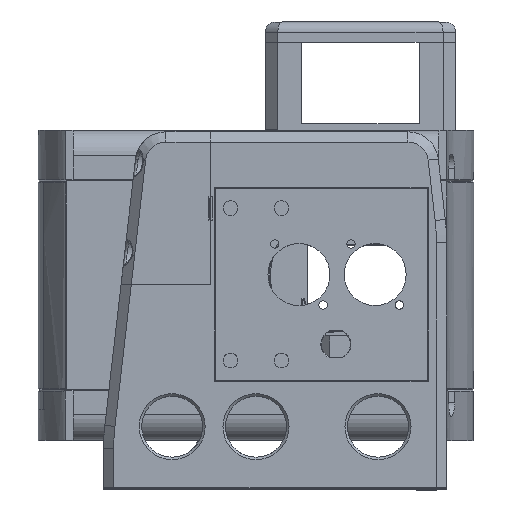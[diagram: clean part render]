
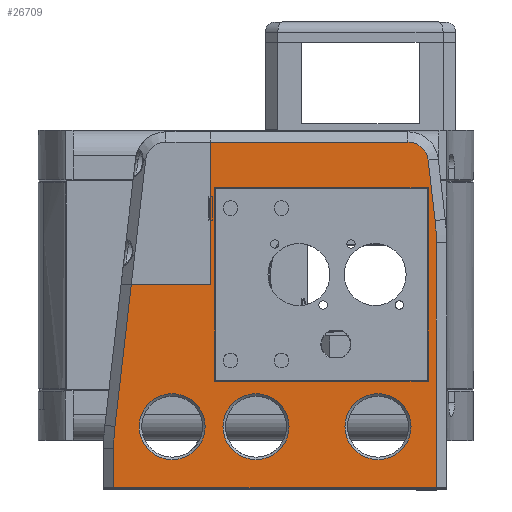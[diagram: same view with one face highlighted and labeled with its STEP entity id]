
A CAD part, top view. The second image highlights one B-rep face of the part: STEP entity #26709.
In plain terms, the highlighted planar face has unit normal (0, 0, 1).
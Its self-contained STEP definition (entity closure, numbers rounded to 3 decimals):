
#924=FACE_BOUND('',#3901,.T.);
#925=FACE_BOUND('',#3902,.T.);
#926=FACE_BOUND('',#3903,.T.);
#927=FACE_BOUND('',#3904,.T.);
#1354=CIRCLE('',#28515,13.);
#1355=CIRCLE('',#28517,76.);
#1356=CIRCLE('',#28518,76.);
#1357=CIRCLE('',#28519,8.);
#1358=CIRCLE('',#28520,13.);
#1359=CIRCLE('',#28521,13.);
#2211=FACE_OUTER_BOUND('',#3900,.T.);
#3900=EDGE_LOOP('',(#19926,#19927,#19928,#19929,#19930,#19931,#19932,#19933,
#19934,#19935,#19936));
#3901=EDGE_LOOP('',(#19937));
#3902=EDGE_LOOP('',(#19938,#19939,#19940,#19941));
#3903=EDGE_LOOP('',(#19942));
#3904=EDGE_LOOP('',(#19943));
#5901=LINE('',#40595,#8874);
#6070=LINE('',#40965,#9043);
#6082=LINE('',#41031,#9055);
#6083=LINE('',#41033,#9056);
#6084=LINE('',#41036,#9057);
#6085=LINE('',#41038,#9058);
#6086=LINE('',#41042,#9059);
#6087=LINE('',#41045,#9060);
#6088=LINE('',#41050,#9061);
#6089=LINE('',#41052,#9062);
#6090=LINE('',#41054,#9063);
#6091=LINE('',#41055,#9064);
#8874=VECTOR('',#32015,10.);
#9043=VECTOR('',#32310,10.);
#9055=VECTOR('',#32386,10.);
#9056=VECTOR('',#32387,10.);
#9057=VECTOR('',#32390,10.);
#9058=VECTOR('',#32391,10.);
#9059=VECTOR('',#32394,10.);
#9060=VECTOR('',#32397,10.);
#9061=VECTOR('',#32400,10.);
#9062=VECTOR('',#32401,10.);
#9063=VECTOR('',#32402,10.);
#9064=VECTOR('',#32403,10.);
#11757=VERTEX_POINT('',#40592);
#11758=VERTEX_POINT('',#40594);
#11895=VERTEX_POINT('',#40962);
#11896=VERTEX_POINT('',#40964);
#11917=VERTEX_POINT('',#41026);
#11918=VERTEX_POINT('',#41030);
#11919=VERTEX_POINT('',#41032);
#11920=VERTEX_POINT('',#41034);
#11921=VERTEX_POINT('',#41037);
#11922=VERTEX_POINT('',#41039);
#11923=VERTEX_POINT('',#41041);
#11924=VERTEX_POINT('',#41043);
#11925=VERTEX_POINT('',#41046);
#11926=VERTEX_POINT('',#41048);
#11927=VERTEX_POINT('',#41049);
#11928=VERTEX_POINT('',#41051);
#11929=VERTEX_POINT('',#41053);
#11930=VERTEX_POINT('',#41056);
#14604=EDGE_CURVE('',#11758,#11757,#5901,.T.);
#14790=EDGE_CURVE('',#11896,#11895,#6070,.T.);
#14819=EDGE_CURVE('',#11917,#11917,#1354,.T.);
#14821=EDGE_CURVE('',#11757,#11918,#6082,.T.);
#14822=EDGE_CURVE('',#11919,#11918,#6083,.T.);
#14823=EDGE_CURVE('',#11920,#11919,#1355,.T.);
#14824=EDGE_CURVE('',#11896,#11920,#6084,.T.);
#14825=EDGE_CURVE('',#11921,#11895,#6085,.T.);
#14826=EDGE_CURVE('',#11922,#11921,#1356,.T.);
#14827=EDGE_CURVE('',#11923,#11922,#6086,.T.);
#14828=EDGE_CURVE('',#11924,#11923,#1357,.T.);
#14829=EDGE_CURVE('',#11758,#11924,#6087,.T.);
#14830=EDGE_CURVE('',#11925,#11925,#1358,.T.);
#14831=EDGE_CURVE('',#11926,#11927,#6088,.T.);
#14832=EDGE_CURVE('',#11927,#11928,#6089,.T.);
#14833=EDGE_CURVE('',#11928,#11929,#6090,.T.);
#14834=EDGE_CURVE('',#11929,#11926,#6091,.T.);
#14835=EDGE_CURVE('',#11930,#11930,#1359,.T.);
#19926=ORIENTED_EDGE('',*,*,#14821,.T.);
#19927=ORIENTED_EDGE('',*,*,#14822,.F.);
#19928=ORIENTED_EDGE('',*,*,#14823,.F.);
#19929=ORIENTED_EDGE('',*,*,#14824,.F.);
#19930=ORIENTED_EDGE('',*,*,#14790,.T.);
#19931=ORIENTED_EDGE('',*,*,#14825,.F.);
#19932=ORIENTED_EDGE('',*,*,#14826,.F.);
#19933=ORIENTED_EDGE('',*,*,#14827,.F.);
#19934=ORIENTED_EDGE('',*,*,#14828,.F.);
#19935=ORIENTED_EDGE('',*,*,#14829,.F.);
#19936=ORIENTED_EDGE('',*,*,#14604,.T.);
#19937=ORIENTED_EDGE('',*,*,#14830,.F.);
#19938=ORIENTED_EDGE('',*,*,#14831,.T.);
#19939=ORIENTED_EDGE('',*,*,#14832,.T.);
#19940=ORIENTED_EDGE('',*,*,#14833,.T.);
#19941=ORIENTED_EDGE('',*,*,#14834,.T.);
#19942=ORIENTED_EDGE('',*,*,#14835,.F.);
#19943=ORIENTED_EDGE('',*,*,#14819,.F.);
#25375=PLANE('',#28516);
#26709=ADVANCED_FACE('',(#2211,#924,#925,#926,#927),#25375,.T.);
#28515=AXIS2_PLACEMENT_3D('',#41027,#32381,#32382);
#28516=AXIS2_PLACEMENT_3D('',#41029,#32384,#32385);
#28517=AXIS2_PLACEMENT_3D('',#41035,#32388,#32389);
#28518=AXIS2_PLACEMENT_3D('',#41040,#32392,#32393);
#28519=AXIS2_PLACEMENT_3D('',#41044,#32395,#32396);
#28520=AXIS2_PLACEMENT_3D('',#41047,#32398,#32399);
#28521=AXIS2_PLACEMENT_3D('',#41057,#32404,#32405);
#32015=DIRECTION('',(0.,-1.,0.));
#32310=DIRECTION('',(1.,0.,0.));
#32381=DIRECTION('center_axis',(0.,0.,1.));
#32382=DIRECTION('ref_axis',(-1.,0.,0.));
#32384=DIRECTION('center_axis',(0.,0.,1.));
#32385=DIRECTION('ref_axis',(1.,0.,0.));
#32386=DIRECTION('',(-1.,0.,0.));
#32387=DIRECTION('',(0.114,0.993,0.));
#32388=DIRECTION('center_axis',(0.,0.,-1.));
#32389=DIRECTION('ref_axis',(-0.998,0.057,0.));
#32390=DIRECTION('',(0.,1.,0.));
#32391=DIRECTION('',(0.,-1.,0.));
#32392=DIRECTION('center_axis',(0.,0.,-1.));
#32393=DIRECTION('ref_axis',(0.998,0.058,0.));
#32394=DIRECTION('',(0.115,-0.993,0.));
#32395=DIRECTION('center_axis',(0.,0.,-1.));
#32396=DIRECTION('ref_axis',(0.665,0.747,0.));
#32397=DIRECTION('',(1.,0.,0.));
#32398=DIRECTION('center_axis',(0.,0.,1.));
#32399=DIRECTION('ref_axis',(-1.,0.,0.));
#32400=DIRECTION('',(-1.,0.,0.));
#32401=DIRECTION('',(0.,1.,0.));
#32402=DIRECTION('',(1.,0.,0.));
#32403=DIRECTION('',(0.,-1.,0.));
#32404=DIRECTION('center_axis',(0.,0.,1.));
#32405=DIRECTION('ref_axis',(-1.,0.,0.));
#40592=CARTESIAN_POINT('',(-17.8,0.,266.));
#40594=CARTESIAN_POINT('',(-17.8,56.,266.));
#40595=CARTESIAN_POINT('',(-17.8,25.,266.));
#40962=CARTESIAN_POINT('',(71.,-80.,266.));
#40964=CARTESIAN_POINT('',(-56.,-80.,266.));
#40965=CARTESIAN_POINT('',(75.,-80.,266.));
#41026=CARTESIAN_POINT('',(61.,-56.,266.));
#41027=CARTESIAN_POINT('Origin',(48.,-56.,266.));
#41029=CARTESIAN_POINT('Origin',(7.5,-10.,266.));
#41030=CARTESIAN_POINT('',(-49.074,0.,266.));
#41031=CARTESIAN_POINT('',(-5.15,0.,266.));
#41032=CARTESIAN_POINT('',(-55.502,-55.902,266.));
#41033=CARTESIAN_POINT('',(-45.849,28.047,266.));
#41034=CARTESIAN_POINT('',(-56.,-64.585,266.));
#41035=CARTESIAN_POINT('Origin',(20.,-64.585,266.));
#41036=CARTESIAN_POINT('',(-56.,-35.,266.));
#41037=CARTESIAN_POINT('',(71.,16.387,266.));
#41038=CARTESIAN_POINT('',(71.,-45.,266.));
#41039=CARTESIAN_POINT('',(70.496,25.122,266.));
#41040=CARTESIAN_POINT('Origin',(-5.,16.387,266.));
#41041=CARTESIAN_POINT('',(67.743,48.919,266.));
#41042=CARTESIAN_POINT('',(72.35,9.098,266.));
#41043=CARTESIAN_POINT('',(59.796,56.,266.));
#41044=CARTESIAN_POINT('Origin',(59.796,48.,266.));
#41045=CARTESIAN_POINT('',(38.994,56.,266.));
#41046=CARTESIAN_POINT('',(13.,-56.,266.));
#41047=CARTESIAN_POINT('Origin',(0.,-56.,266.));
#41048=CARTESIAN_POINT('',(67.7,-38.1,266.));
#41049=CARTESIAN_POINT('',(-16.3,-38.1,266.));
#41050=CARTESIAN_POINT('',(37.6,-38.1,266.));
#41051=CARTESIAN_POINT('',(-16.3,38.1,266.));
#41052=CARTESIAN_POINT('',(-16.3,-24.05,266.));
#41053=CARTESIAN_POINT('',(67.7,38.1,266.));
#41054=CARTESIAN_POINT('',(-4.4,38.1,266.));
#41055=CARTESIAN_POINT('',(67.7,14.05,266.));
#41056=CARTESIAN_POINT('',(-20.,-56.,266.));
#41057=CARTESIAN_POINT('Origin',(-33.,-56.,266.));
